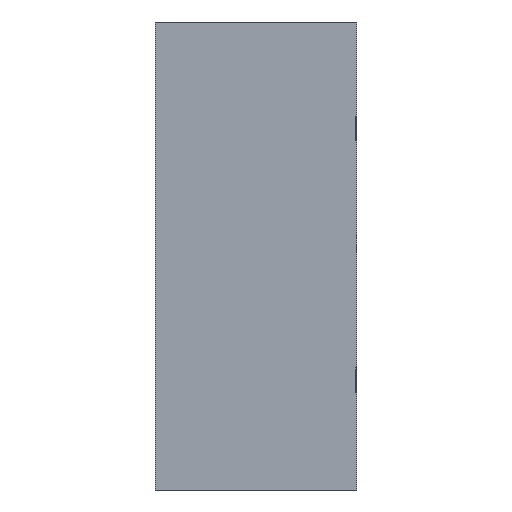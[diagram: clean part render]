
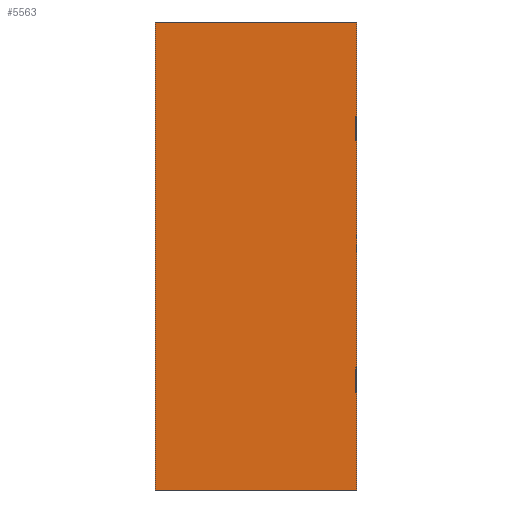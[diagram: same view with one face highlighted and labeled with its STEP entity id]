
A CAD part, front view. The second image highlights one B-rep face of the part: STEP entity #5563.
In plain terms, the highlighted planar face has unit normal (0, -1, 0).
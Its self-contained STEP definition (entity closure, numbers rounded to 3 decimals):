
#1=DIRECTION('',(0.,0.,-1.));
#2=VECTOR('',#1,87.122);
#3=CARTESIAN_POINT('',(-19.05,0.,0.));
#4=LINE('',#3,#2);
#77=DIRECTION('',(1.,0.,0.));
#78=VECTOR('',#77,37.592);
#79=CARTESIAN_POINT('',(-19.05,0.,0.));
#80=LINE('',#79,#78);
#169=DIRECTION('',(0.,0.,-1.));
#170=VECTOR('',#169,87.122);
#171=CARTESIAN_POINT('',(18.542,0.,0.));
#172=LINE('',#171,#170);
#231=DIRECTION('',(1.,0.,0.));
#232=VECTOR('',#231,37.592);
#233=CARTESIAN_POINT('',(-19.05,0.,-87.122));
#234=LINE('',#233,#232);
#4652=CARTESIAN_POINT('',(-19.05,0.,0.));
#4653=CARTESIAN_POINT('',(-19.05,0.,-87.122));
#4654=VERTEX_POINT('',#4652);
#4655=VERTEX_POINT('',#4653);
#4660=CARTESIAN_POINT('',(18.542,0.,0.));
#4661=CARTESIAN_POINT('',(18.542,0.,-87.122));
#4662=VERTEX_POINT('',#4660);
#4663=VERTEX_POINT('',#4661);
#5549=CARTESIAN_POINT('',(-19.05,0.,0.));
#5550=DIRECTION('',(0.,-1.,0.));
#5551=DIRECTION('',(0.,0.,-1.));
#5552=AXIS2_PLACEMENT_3D('',#5549,#5550,#5551);
#5553=PLANE('',#5552);
#5554=ORIENTED_EDGE('',*,*,#5502,.F.);
#5556=ORIENTED_EDGE('',*,*,#5555,.T.);
#5558=ORIENTED_EDGE('',*,*,#5557,.T.);
#5560=ORIENTED_EDGE('',*,*,#5559,.F.);
#5561=EDGE_LOOP('',(#5554,#5556,#5558,#5560));
#5562=FACE_OUTER_BOUND('',#5561,.F.);
#5563=ADVANCED_FACE('',(#5562),#5553,.T.);
#5502=EDGE_CURVE('',#4654,#4655,#4,.T.);
#5555=EDGE_CURVE('',#4654,#4662,#80,.T.);
#5557=EDGE_CURVE('',#4662,#4663,#172,.T.);
#5559=EDGE_CURVE('',#4655,#4663,#234,.T.);
